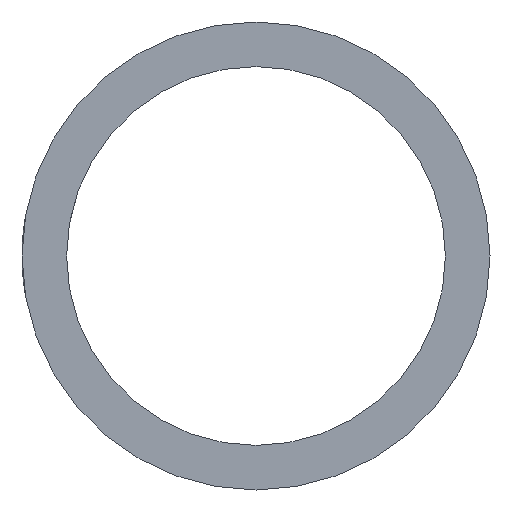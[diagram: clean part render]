
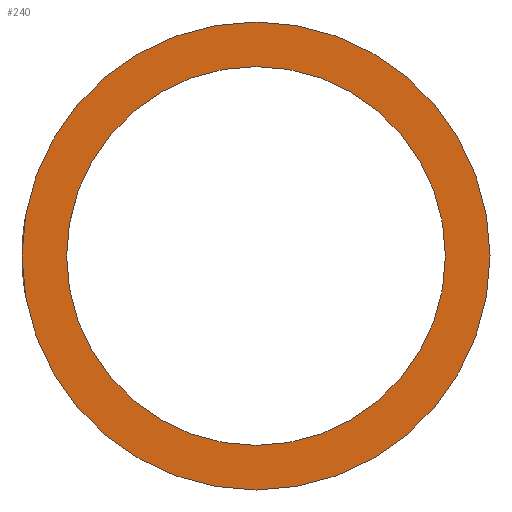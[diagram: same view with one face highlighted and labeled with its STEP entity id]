
A CAD part, front view. The second image highlights one B-rep face of the part: STEP entity #240.
In plain terms, the highlighted planar face has unit normal (0, -1, 0).
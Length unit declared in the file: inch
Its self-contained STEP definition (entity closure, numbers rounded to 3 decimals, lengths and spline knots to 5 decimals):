
#18=PLANE('',#256);
#20=CIRCLE('',#251,0.425);
#22=CIRCLE('',#254,0.525);
#44=FACE_BOUND('',#86,.T.);
#54=FACE_OUTER_BOUND('',#85,.T.);
#85=EDGE_LOOP('',(#221));
#86=EDGE_LOOP('',(#222));
#136=VERTEX_POINT('',#765);
#138=VERTEX_POINT('',#770);
#164=EDGE_CURVE('',#136,#136,#20,.T.);
#166=EDGE_CURVE('',#138,#138,#22,.T.);
#221=ORIENTED_EDGE('',*,*,#166,.F.);
#222=ORIENTED_EDGE('',*,*,#164,.T.);
#240=ADVANCED_FACE('',(#54,#44),#18,.F.);
#251=AXIS2_PLACEMENT_3D('',#766,#275,#276);
#254=AXIS2_PLACEMENT_3D('',#771,#281,#282);
#256=AXIS2_PLACEMENT_3D('',#773,#285,#286);
#275=DIRECTION('center_axis',(0.,1.,0.));
#276=DIRECTION('ref_axis',(0.,0.,1.));
#281=DIRECTION('center_axis',(0.,1.,0.));
#282=DIRECTION('ref_axis',(0.,0.,1.));
#285=DIRECTION('center_axis',(0.,1.,0.));
#286=DIRECTION('ref_axis',(0.,0.,1.));
#765=CARTESIAN_POINT('',(0.,-5.25,-0.425));
#766=CARTESIAN_POINT('Origin',(0.,-5.25,0.));
#770=CARTESIAN_POINT('',(0.,-5.25,-0.525));
#771=CARTESIAN_POINT('Origin',(0.,-5.25,0.));
#773=CARTESIAN_POINT('Origin',(0.,-5.25,0.));
